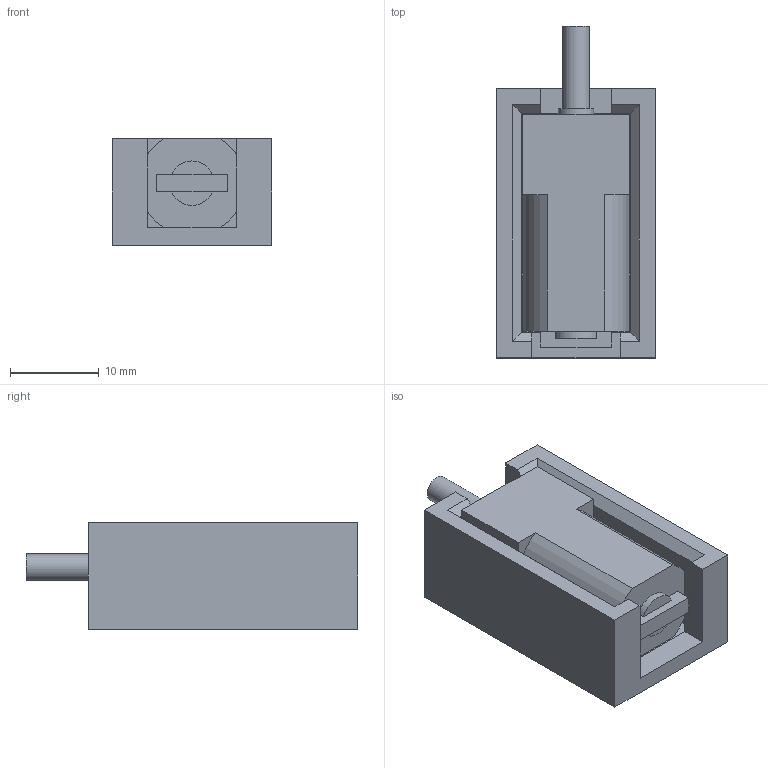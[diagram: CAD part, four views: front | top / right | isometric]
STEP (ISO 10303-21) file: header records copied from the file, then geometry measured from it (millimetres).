
FILE_DESCRIPTION(/* description */ ('','CAx-IF Rec.Pracs.---Representation and Presentation of Product Manufacturing Information (PMI)---4.0---2014-10-13'),/* implementation_level */ '2;1');
FILE_NAME(/* name */ 'MotorMountTest_both_external.step',/* time_stamp */ '2025-03-24T18:16:43Z',/* author */ (''),/* organization */ (''),/* preprocessor_version */ 'ST-DEVELOPER v20',/* originating_system */ 'Autodesk Translation Framework v13.20.0.188',/* authorisation */ '');
FILE_SCHEMA (('AP242_MANAGED_MODEL_BASED_3D_ENGINEERING_MIM_LF { 1 0 10303 442 1 1 4 }'));
Length unit declared in the file: millimetre
Products named in the file (3): MotorMountTest; external_mount; N20_external
Assembly tree (2 placements, depth 2):
  MotorMountTest
    external_mount
    N20_external
Bounding box: 18 x 37.4 x 12 mm (x, y, z)
Volume: 5730.1 mm3; surface area: 4065.3 mm2
Topology: 2 solids, 2 shells, 49 faces, 120 edges, 78 vertices
Faces by surface type: plane 43, cylinder 6
Full cylindrical faces by diameter (mm): 3 x1, 4 x1
Entity records: 1505 total; most frequent: CARTESIAN_POINT 252, DIRECTION 242, ORIENTED_EDGE 240, EDGE_CURVE 120, LINE 106, VECTOR 106, VERTEX_POINT 78, AXIS2_PLACEMENT_3D 68
